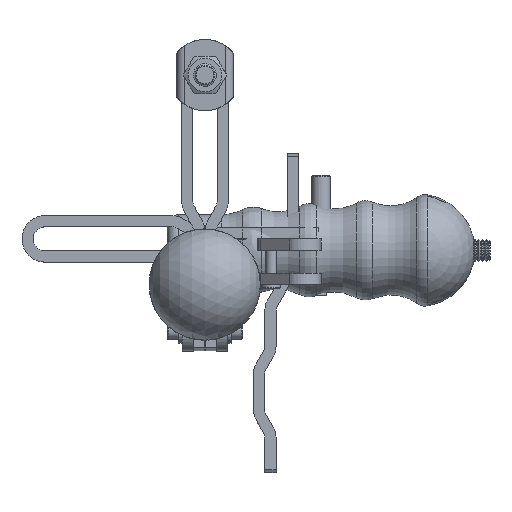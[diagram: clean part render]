
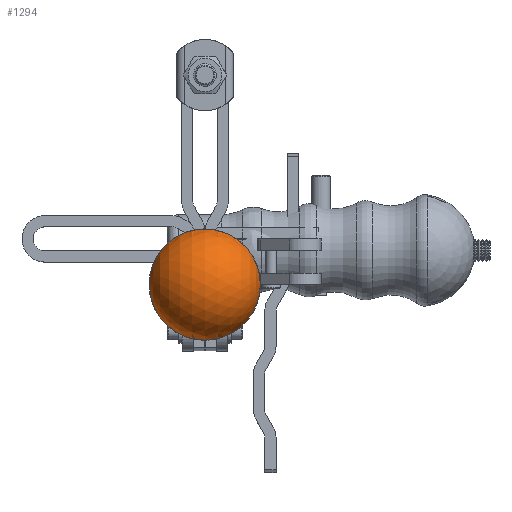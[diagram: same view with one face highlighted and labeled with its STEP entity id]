
A CAD part, top view. The second image highlights one B-rep face of the part: STEP entity #1294.
In plain terms, the highlighted spherical face has radius 15 mm.
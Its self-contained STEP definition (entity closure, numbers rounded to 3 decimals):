
#1294 = ADVANCED_FACE( '', ( #2947 ), #2948, .T. );
#2947 = FACE_OUTER_BOUND( '', #4963, .T. );
#2948 = SPHERICAL_SURFACE( '', #4964, 15. );
#4963 = EDGE_LOOP( '', ( #8155 ) );
#4964 = AXIS2_PLACEMENT_3D( '', #8156, #8157, #8158 );
#8155 = ORIENTED_EDGE( '', *, *, #10219, .T. );
#8156 = CARTESIAN_POINT( '', ( 26., 0., 0. ) );
#8157 = DIRECTION( '', ( 0., 0., 1. ) );
#8158 = DIRECTION( '', ( 1., 0., 0. ) );
#10219 = EDGE_CURVE( '', #12130, #12130, #12131, .T. );
#12130 = VERTEX_POINT( '', #14931 );
#12131 = CIRCLE( '', #14932, 14.794 );
#14931 = CARTESIAN_POINT( '', ( 28.478, 14.794, 0. ) );
#14932 = AXIS2_PLACEMENT_3D( '', #17194, #17195, #17196 );
#17194 = CARTESIAN_POINT( '', ( 28.478, 0., 0. ) );
#17195 = DIRECTION( '', ( 1., 0., 0. ) );
#17196 = DIRECTION( '', ( 0., 1., 0. ) );
